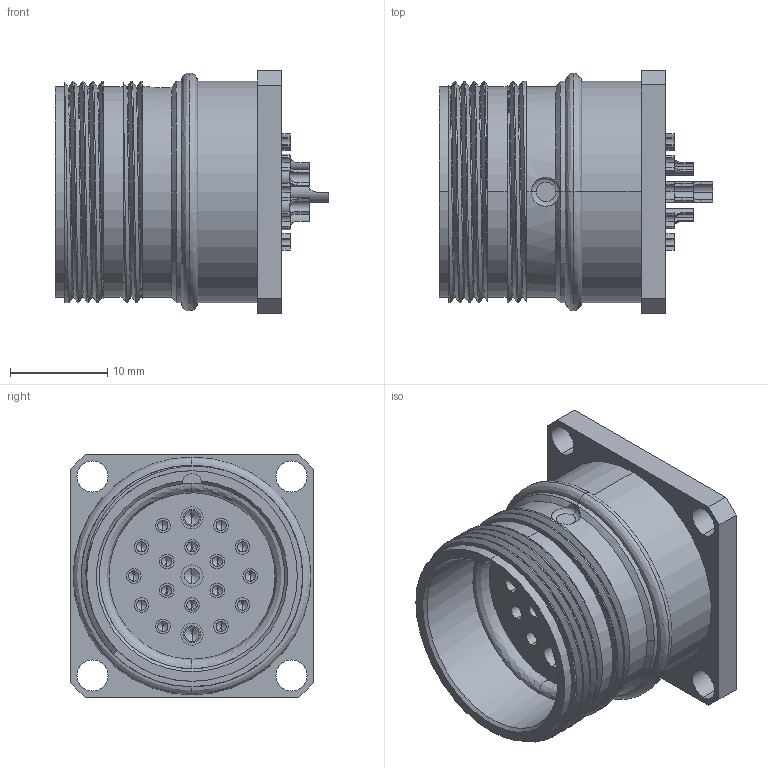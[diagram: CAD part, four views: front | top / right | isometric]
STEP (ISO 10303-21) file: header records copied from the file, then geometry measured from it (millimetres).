
FILE_DESCRIPTION (( 'STEP AP203' ), '1' );
FILE_NAME ('P391.STEP', '2020-04-15T07:24:34', ( 'edpusr' ), ( 'Microsoft' ), 'SwSTEP 2.0', 'SolidWorks 2015', '' );
FILE_SCHEMA (( 'CONFIG_CONTROL_DESIGN' ));
Length unit declared in the file: millimetre
Products named in the file (1): P391
Bounding box: 28.2 x 25 x 25 mm (x, y, z)
Volume: 6341.2 mm3; surface area: 5522.5 mm2
Topology: 1 solids, 1 shells, 402 faces, 1062 edges, 649 vertices
Faces by surface type: cylinder 217, plane 100, bspline 43, cone 42
Entity records: 15390 total; most frequent: CARTESIAN_POINT 5795, DIRECTION 2024, ORIENTED_EDGE 1972, EDGE_CURVE 986, AXIS2_PLACEMENT_3D 802, VERTEX_POINT 649, EDGE_LOOP 473, CIRCLE 442
